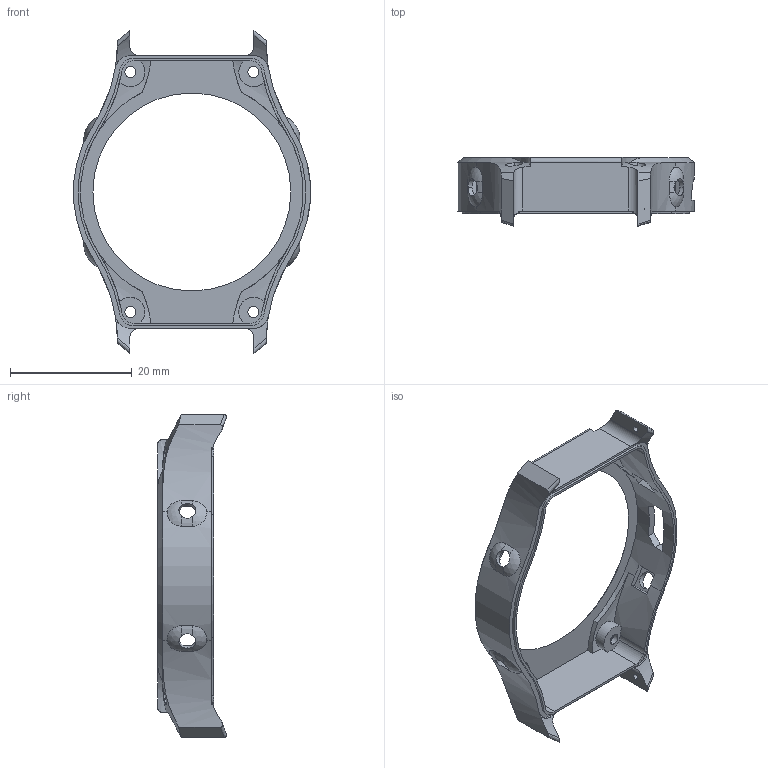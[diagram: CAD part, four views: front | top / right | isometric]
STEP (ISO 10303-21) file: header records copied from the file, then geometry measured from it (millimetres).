
FILE_DESCRIPTION (( 'STEP AP214' ), '1' );
FILE_NAME ('case_top.STEP', '2021-05-16T01:00:45', ( '' ), ( '' ), 'SwSTEP 2.0', 'SolidWorks 2020', '' );
FILE_SCHEMA (( 'AUTOMOTIVE_DESIGN' ));
Length unit declared in the file: millimetre
Products named in the file (1): case_top
Bounding box: 38.91 x 11.26 x 53 mm (x, y, z)
Volume: 1809.4 mm3; surface area: 3975.1 mm2
Topology: 1 solids, 1 shells, 190 faces, 534 edges, 352 vertices
Faces by surface type: cylinder 98, plane 60, torus 12, cone 8, sphere 8, bspline 4
Entity records: 7262 total; most frequent: CARTESIAN_POINT 2407, ORIENTED_EDGE 1068, DIRECTION 950, EDGE_CURVE 534, AXIS2_PLACEMENT_3D 375, VERTEX_POINT 352, EDGE_LOOP 216, VECTOR 200
